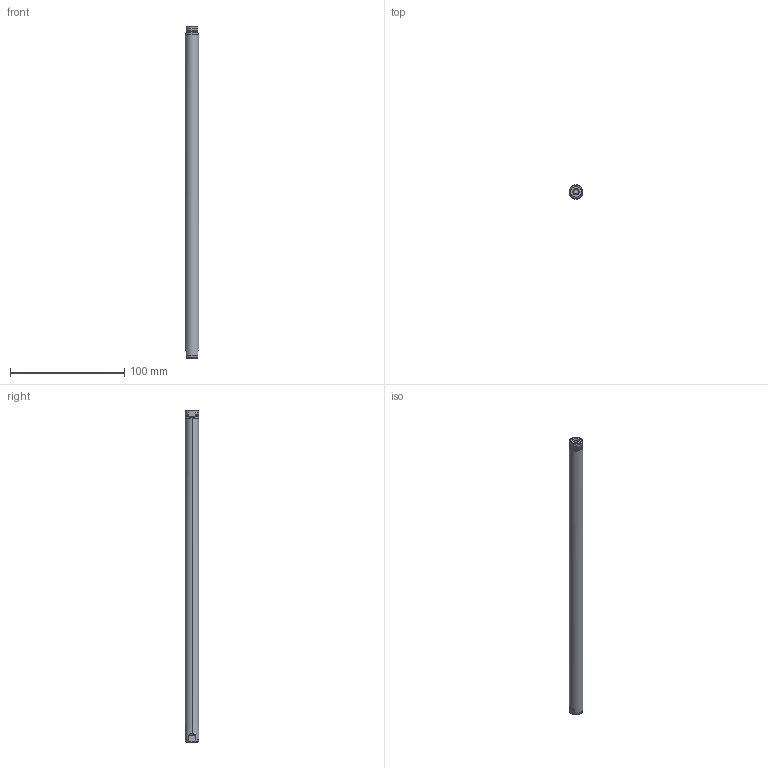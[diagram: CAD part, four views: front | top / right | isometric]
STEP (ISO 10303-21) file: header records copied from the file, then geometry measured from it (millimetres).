
FILE_DESCRIPTION (( 'STEP AP214' ), '1' );
FILE_NAME ('PL01-12x290!250-HP.STEP', '2009-03-23T16:24:58', ( 'mittelholzer' ), ( '' ), 'SwSTEP 2.0', 'SolidWorks 2005037', '' );
FILE_SCHEMA (( 'AUTOMOTIVE_DESIGN' ));
Length unit declared in the file: millimetre
Products named in the file (1): PL01-12x290!250-HP
Bounding box: 12 x 12 x 290 mm (x, y, z)
Volume: 32285.7 mm3; surface area: 11425.7 mm2
Topology: 1 solids, 1 shells, 45 faces, 116 edges, 76 vertices
Faces by surface type: plane 19, cylinder 14, cone 8, torus 4
Entity records: 1531 total; most frequent: CARTESIAN_POINT 410, ORIENTED_EDGE 232, DIRECTION 224, EDGE_CURVE 116, AXIS2_PLACEMENT_3D 90, VERTEX_POINT 76, EDGE_LOOP 48, ADVANCED_FACE 45
